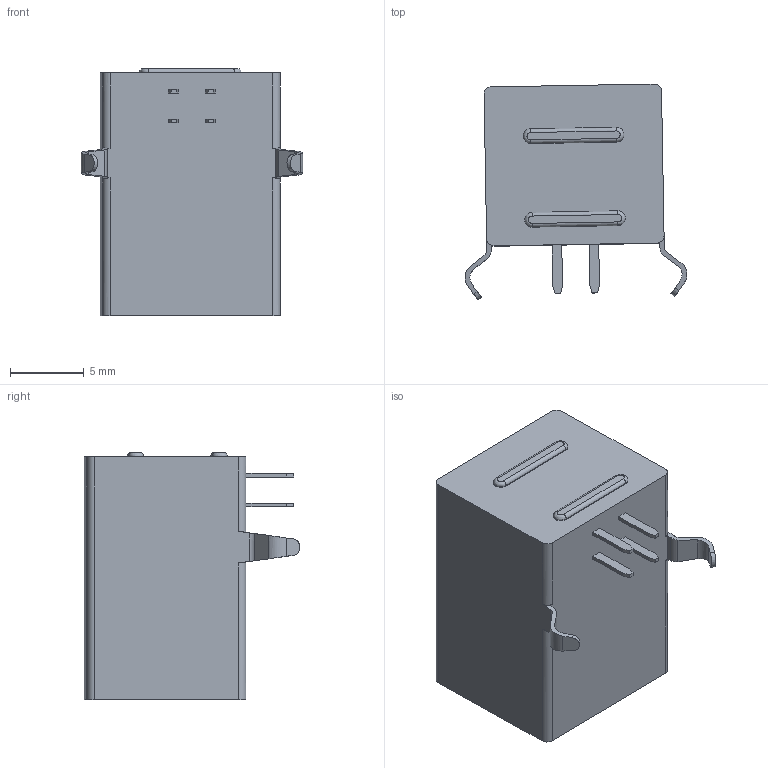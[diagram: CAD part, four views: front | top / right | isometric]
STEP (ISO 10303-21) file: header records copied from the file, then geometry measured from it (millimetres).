
FILE_DESCRIPTION((''),'2;1');
FILE_NAME('000','2015-04-10T',('Administrator'),(''),'PRO/ENGINEER BY PARAMETRIC TECHNOLOGY CORPORATION, 2007090','PRO/ENGINEER BY PARAMETRIC TECHNOLOGY CORPORATION, 2007090','');
FILE_SCHEMA(('CONFIG_CONTROL_DESIGN'));
Length unit declared in the file: millimetre
Products named in the file (1): 000
Bounding box: 15 x 14.59 x 16.7 mm (x, y, z)
Volume: 1779.8 mm3; surface area: 1518.4 mm2
Topology: 1 solids, 1 shells, 195 faces, 532 edges, 350 vertices
Faces by surface type: plane 149, cylinder 40, bspline 3, cone 2, torus 1
Entity records: 6384 total; most frequent: CARTESIAN_POINT 1397, ORIENTED_EDGE 1064, DIRECTION 952, EDGE_CURVE 532, VECTOR 440, LINE 440, VERTEX_POINT 350, AXIS2_PLACEMENT_3D 256
